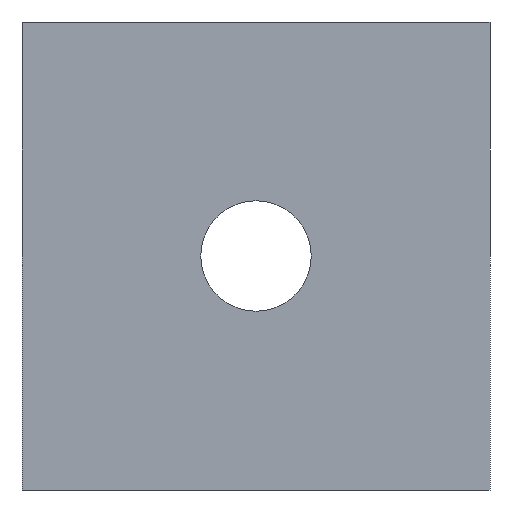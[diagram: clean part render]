
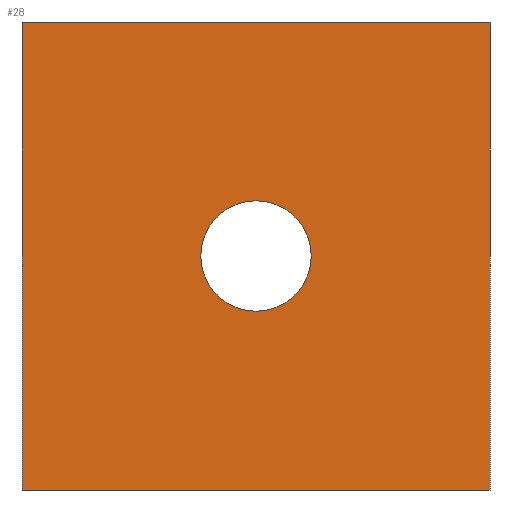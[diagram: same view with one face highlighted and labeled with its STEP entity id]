
A CAD part, front view. The second image highlights one B-rep face of the part: STEP entity #28.
In plain terms, the highlighted planar face has unit normal (0, -1, 0).
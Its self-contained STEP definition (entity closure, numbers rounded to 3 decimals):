
#1 = VERTEX_POINT ( 'NONE', #157 ) ;
#5 = ORIENTED_EDGE ( 'NONE', *, *, #167, .T. ) ;
#28 = ADVANCED_FACE ( 'NONE', ( #110, #178 ), #213, .F. ) ;
#30 = AXIS2_PLACEMENT_3D ( 'NONE', #144, #359, #266 ) ;
#44 = LINE ( 'NONE', #392, #351 ) ;
#51 = DIRECTION ( 'NONE',  ( -1., 0., 0. ) ) ;
#56 = CARTESIAN_POINT ( 'NONE',  ( 50.8, 0., 50.8 ) ) ;
#69 = EDGE_CURVE ( 'NONE', #163, #288, #44, .T. ) ;
#70 = CARTESIAN_POINT ( 'NONE',  ( 0., 0., 50.8 ) ) ;
#72 = VECTOR ( 'NONE', #339, 1000. ) ;
#80 = CARTESIAN_POINT ( 'NONE',  ( 19.4, 0., 25.4 ) ) ;
#85 = CARTESIAN_POINT ( 'NONE',  ( 0., 0., 50.8 ) ) ;
#93 = VERTEX_POINT ( 'NONE', #106 ) ;
#95 = VECTOR ( 'NONE', #242, 1000. ) ;
#106 = CARTESIAN_POINT ( 'NONE',  ( 0., 0., 0. ) ) ;
#110 = FACE_BOUND ( 'NONE', #130, .T. ) ;
#115 = CARTESIAN_POINT ( 'NONE',  ( 50.8, 0., 50.8 ) ) ;
#130 = EDGE_LOOP ( 'NONE', ( #230, #5 ) ) ;
#144 = CARTESIAN_POINT ( 'NONE',  ( 25.4, 0., 25.4 ) ) ;
#148 = LINE ( 'NONE', #70, #165 ) ;
#150 = CIRCLE ( 'NONE', #30, 6. ) ;
#157 = CARTESIAN_POINT ( 'NONE',  ( 31.4, 0., 25.4 ) ) ;
#158 = AXIS2_PLACEMENT_3D ( 'NONE', #343, #404, #51 ) ;
#163 = VERTEX_POINT ( 'NONE', #271 ) ;
#165 = VECTOR ( 'NONE', #231, 1000. ) ;
#167 = EDGE_CURVE ( 'NONE', #1, #259, #150, .T. ) ;
#178 = FACE_OUTER_BOUND ( 'NONE', #350, .T. ) ;
#180 = DIRECTION ( 'NONE',  ( 0., 0., 1. ) ) ;
#194 = AXIS2_PLACEMENT_3D ( 'NONE', #85, #311, #180 ) ;
#202 = EDGE_CURVE ( 'NONE', #163, #93, #148, .T. ) ;
#212 = CARTESIAN_POINT ( 'NONE',  ( 0., 0., 0. ) ) ;
#213 = PLANE ( 'NONE',  #194 ) ;
#223 = EDGE_CURVE ( 'NONE', #288, #292, #400, .T. ) ;
#228 = ORIENTED_EDGE ( 'NONE', *, *, #202, .T. ) ;
#230 = ORIENTED_EDGE ( 'NONE', *, *, #287, .T. ) ;
#231 = DIRECTION ( 'NONE',  ( 0., 0., -1. ) ) ;
#242 = DIRECTION ( 'NONE',  ( 0., 0., -1. ) ) ;
#252 = CARTESIAN_POINT ( 'NONE',  ( 50.8, 0., 0. ) ) ;
#257 = ORIENTED_EDGE ( 'NONE', *, *, #69, .F. ) ;
#259 = VERTEX_POINT ( 'NONE', #80 ) ;
#260 = EDGE_CURVE ( 'NONE', #93, #292, #303, .T. ) ;
#265 = CIRCLE ( 'NONE', #158, 6. ) ;
#266 = DIRECTION ( 'NONE',  ( -1., 0., 0. ) ) ;
#271 = CARTESIAN_POINT ( 'NONE',  ( 0., 0., 50.8 ) ) ;
#287 = EDGE_CURVE ( 'NONE', #259, #1, #265, .T. ) ;
#288 = VERTEX_POINT ( 'NONE', #56 ) ;
#292 = VERTEX_POINT ( 'NONE', #252 ) ;
#294 = ORIENTED_EDGE ( 'NONE', *, *, #223, .F. ) ;
#303 = LINE ( 'NONE', #212, #72 ) ;
#311 = DIRECTION ( 'NONE',  ( 0., 1., 0. ) ) ;
#339 = DIRECTION ( 'NONE',  ( 1., 0., 0. ) ) ;
#343 = CARTESIAN_POINT ( 'NONE',  ( 25.4, 0., 25.4 ) ) ;
#350 = EDGE_LOOP ( 'NONE', ( #360, #294, #257, #228 ) ) ;
#351 = VECTOR ( 'NONE', #371, 1000. ) ;
#359 = DIRECTION ( 'NONE',  ( 0., 1., 0. ) ) ;
#360 = ORIENTED_EDGE ( 'NONE', *, *, #260, .T. ) ;
#371 = DIRECTION ( 'NONE',  ( 1., 0., 0. ) ) ;
#392 = CARTESIAN_POINT ( 'NONE',  ( 0., 0., 50.8 ) ) ;
#400 = LINE ( 'NONE', #115, #95 ) ;
#404 = DIRECTION ( 'NONE',  ( 0., 1., 0. ) ) ;
